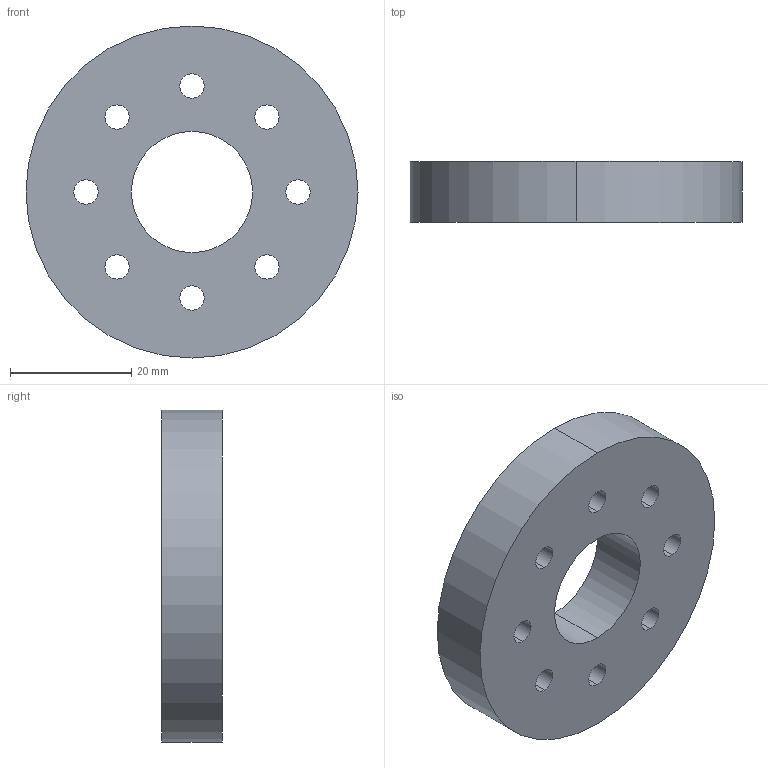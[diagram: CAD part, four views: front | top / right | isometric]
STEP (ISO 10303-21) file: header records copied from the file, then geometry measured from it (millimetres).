
FILE_DESCRIPTION (( 'STEP AP203' ), '1' );
FILE_NAME ('main_joint_achse_endcap.STEP', '2025-11-09T12:35:30', ( '' ), ( '' ), 'SwSTEP 2.0', 'SolidWorks 2024', '' );
FILE_SCHEMA (( 'CONFIG_CONTROL_DESIGN' ));
Length unit declared in the file: millimetre
Products named in the file (1): main_joint_achse_endcap
Bounding box: 54.8 x 10 x 54.8 mm (x, y, z)
Volume: 18427.3 mm3; surface area: 7594.9 mm2
Topology: 1 solids, 1 shells, 46 faces, 108 edges, 72 vertices
Faces by surface type: cylinder 36, plane 10
Entity records: 1477 total; most frequent: DIRECTION 274, CARTESIAN_POINT 227, ORIENTED_EDGE 216, AXIS2_PLACEMENT_3D 119, EDGE_CURVE 108, CIRCLE 72, EDGE_LOOP 72, VERTEX_POINT 72
